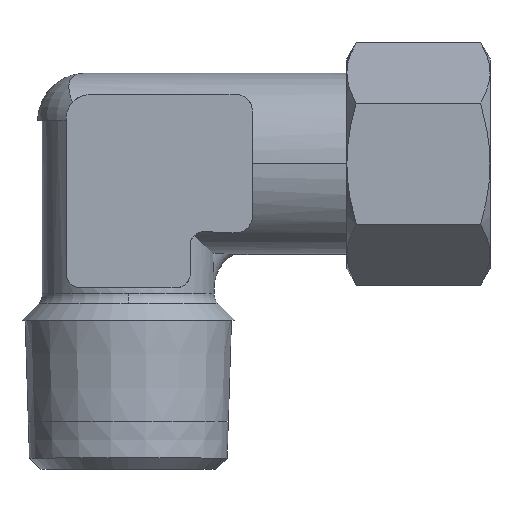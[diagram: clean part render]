
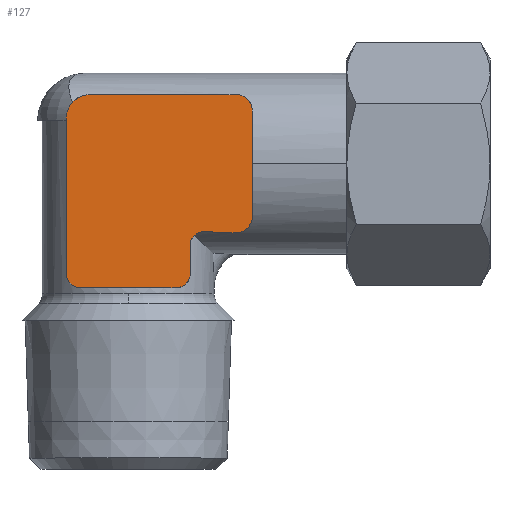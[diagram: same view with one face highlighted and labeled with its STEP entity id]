
A CAD part, top view. The second image highlights one B-rep face of the part: STEP entity #127.
In plain terms, the highlighted planar face has unit normal (0, 0, 1).
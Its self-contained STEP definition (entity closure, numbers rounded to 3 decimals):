
#127=ADVANCED_FACE('',(#308),#309,.T.);
#308=FACE_OUTER_BOUND('',#510,.T.);
#309=PLANE('',#511);
#510=EDGE_LOOP('',(#1163,#1164,#1165,#1166,#1167,#1168,#1169,#1170,#1171,#1172,#1173,#1174,#1175,#1176,#1177,#1178,#1179));
#511=AXIS2_PLACEMENT_3D('',#1180,#1181,#1182);
#1163=ORIENTED_EDGE('',*,*,#1552,.F.);
#1164=ORIENTED_EDGE('',*,*,#1567,.F.);
#1165=ORIENTED_EDGE('',*,*,#1565,.F.);
#1166=ORIENTED_EDGE('',*,*,#1563,.F.);
#1167=ORIENTED_EDGE('',*,*,#1561,.F.);
#1168=ORIENTED_EDGE('',*,*,#1559,.F.);
#1169=ORIENTED_EDGE('',*,*,#1529,.F.);
#1170=ORIENTED_EDGE('',*,*,#1540,.F.);
#1171=ORIENTED_EDGE('',*,*,#1543,.F.);
#1172=ORIENTED_EDGE('',*,*,#1378,.F.);
#1173=ORIENTED_EDGE('',*,*,#1550,.F.);
#1174=ORIENTED_EDGE('',*,*,#1545,.F.);
#1175=ORIENTED_EDGE('',*,*,#1533,.F.);
#1176=ORIENTED_EDGE('',*,*,#1385,.F.);
#1177=ORIENTED_EDGE('',*,*,#1523,.F.);
#1178=ORIENTED_EDGE('',*,*,#1390,.F.);
#1179=ORIENTED_EDGE('',*,*,#1518,.F.);
#1180=CARTESIAN_POINT('',(2.734,29.617,9.5));
#1181=DIRECTION('',(0.0,0.0,1.0));
#1182=DIRECTION('',(1.0,0.0,0.0));
#1378=EDGE_CURVE('',#1665,#1661,#1667,.T.);
#1385=EDGE_CURVE('',#1678,#1676,#1680,.T.);
#1390=EDGE_CURVE('',#1686,#1689,#1690,.T.);
#1518=EDGE_CURVE('',#1893,#1686,#1895,.T.);
#1523=EDGE_CURVE('',#1689,#1678,#1902,.T.);
#1529=EDGE_CURVE('',#1911,#1913,#1914,.T.);
#1533=EDGE_CURVE('',#1676,#1919,#1920,.T.);
#1540=EDGE_CURVE('',#1929,#1911,#1931,.T.);
#1543=EDGE_CURVE('',#1661,#1929,#1934,.T.);
#1545=EDGE_CURVE('',#1919,#1655,#1936,.T.);
#1550=EDGE_CURVE('',#1655,#1665,#1941,.T.);
#1552=EDGE_CURVE('',#1942,#1893,#1944,.T.);
#1559=EDGE_CURVE('',#1913,#1953,#1954,.T.);
#1561=EDGE_CURVE('',#1953,#1956,#1957,.T.);
#1563=EDGE_CURVE('',#1956,#1959,#1960,.T.);
#1565=EDGE_CURVE('',#1959,#1962,#1963,.T.);
#1567=EDGE_CURVE('',#1962,#1942,#1965,.T.);
#1655=VERTEX_POINT('',#2201);
#1661=VERTEX_POINT('',#2208);
#1665=VERTEX_POINT('',#2228);
#1667=CIRCLE('',#2231,1.76);
#1676=VERTEX_POINT('',#2257);
#1678=VERTEX_POINT('',#2260);
#1680=CIRCLE('',#2263,1.76);
#1686=VERTEX_POINT('',#2271);
#1689=VERTEX_POINT('',#2275);
#1690=CIRCLE('',#2276,2.467);
#1893=VERTEX_POINT('',#3234);
#1895=CIRCLE('',#3237,2.467);
#1902=LINE('',#3259,#3260);
#1911=VERTEX_POINT('',#3271);
#1913=VERTEX_POINT('',#3274);
#1914=LINE('',#3275,#3276);
#1919=VERTEX_POINT('',#3283);
#1920=CIRCLE('',#3284,1.76);
#1929=VERTEX_POINT('',#3298);
#1931=LINE('',#3301,#3302);
#1934=CIRCLE('',#3320,1.76);
#1936=LINE('',#3337,#3338);
#1941=LINE('',#3345,#3346);
#1942=VERTEX_POINT('',#3347);
#1944=LINE('',#3350,#3351);
#1953=VERTEX_POINT('',#3382);
#1954=CIRCLE('',#3383,1.47);
#1956=VERTEX_POINT('',#3386);
#1957=LINE('',#3387,#3388);
#1959=VERTEX_POINT('',#3391);
#1960=CIRCLE('',#3392,1.5);
#1962=VERTEX_POINT('',#3395);
#1963=LINE('',#3396,#3397);
#1965=CIRCLE('',#3400,1.5);
#2201=CARTESIAN_POINT('',(13.0,32.0,9.5));
#2208=CARTESIAN_POINT('',(13.003,26.511,9.5));
#2228=CARTESIAN_POINT('',(13.0,26.62,9.5));
#2231=AXIS2_PLACEMENT_3D('',#3483,#3484,#3485);
#2257=CARTESIAN_POINT('',(13.003,37.489,9.5));
#2260=CARTESIAN_POINT('',(11.5,39.23,9.5));
#2263=AXIS2_PLACEMENT_3D('',#3493,#3494,#3495);
#2271=CARTESIAN_POINT('',(-6.5,36.769,9.5));
#2275=CARTESIAN_POINT('',(-4.2,39.23,9.5));
#2276=AXIS2_PLACEMENT_3D('',#3502,#3503,#3504);
#3234=CARTESIAN_POINT('',(-6.5,36.745,9.5));
#3237=AXIS2_PLACEMENT_3D('',#3674,#3675,#3676);
#3259=CARTESIAN_POINT('',(-4.2,39.23,9.5));
#3260=VECTOR('',#3682,1.0);
#3271=CARTESIAN_POINT('',(10.443,24.77,9.5));
#3274=CARTESIAN_POINT('',(8.0,24.88,9.5));
#3275=CARTESIAN_POINT('',(8.0,24.88,9.5));
#3276=VECTOR('',#3692,1.0);
#3283=CARTESIAN_POINT('',(13.0,37.38,9.5));
#3284=AXIS2_PLACEMENT_3D('',#3698,#3699,#3700);
#3298=CARTESIAN_POINT('',(11.5,24.77,9.5));
#3301=CARTESIAN_POINT('',(10.443,24.77,9.5));
#3302=VECTOR('',#3707,1.0);
#3320=AXIS2_PLACEMENT_3D('',#3711,#3712,#3713);
#3337=CARTESIAN_POINT('',(13.0,37.38,9.5));
#3338=VECTOR('',#3714,1.0);
#3345=CARTESIAN_POINT('',(13.0,37.38,9.5));
#3346=VECTOR('',#3723,1.0);
#3347=CARTESIAN_POINT('',(-6.5,20.5,9.5));
#3350=CARTESIAN_POINT('',(-6.5,20.5,9.5));
#3351=VECTOR('',#3725,1.0);
#3382=CARTESIAN_POINT('',(6.5,23.712,9.5));
#3383=AXIS2_PLACEMENT_3D('',#3729,#3730,#3731);
#3386=CARTESIAN_POINT('',(6.5,20.5,9.5));
#3387=CARTESIAN_POINT('',(6.5,20.5,9.5));
#3388=VECTOR('',#3733,1.0);
#3391=CARTESIAN_POINT('',(5.0,19.,9.5));
#3392=AXIS2_PLACEMENT_3D('',#3735,#3736,#3737);
#3395=CARTESIAN_POINT('',(-5.0,19.,9.5));
#3396=CARTESIAN_POINT('',(-5.0,19.,9.5));
#3397=VECTOR('',#3739,1.0);
#3400=AXIS2_PLACEMENT_3D('',#3741,#3742,#3743);
#3483=CARTESIAN_POINT('',(11.244,26.511,9.5));
#3484=DIRECTION('',(0.0,0.0,-1.0));
#3485=DIRECTION('',(1.0,0.0,0.0));
#3493=CARTESIAN_POINT('',(11.244,37.489,9.5));
#3494=DIRECTION('',(0.0,0.0,-1.0));
#3495=DIRECTION('',(1.0,0.0,0.0));
#3502=CARTESIAN_POINT('',(-4.033,36.769,9.5));
#3503=DIRECTION('',(0.0,0.0,-1.0));
#3504=DIRECTION('',(1.0,0.0,0.0));
#3674=CARTESIAN_POINT('',(-4.033,36.769,9.5));
#3675=DIRECTION('',(0.0,0.0,-1.0));
#3676=DIRECTION('',(1.0,0.0,0.0));
#3682=DIRECTION('',(1.0,0.0,0.0));
#3692=DIRECTION('',(-0.999,0.045,0.0));
#3698=CARTESIAN_POINT('',(11.244,37.489,9.5));
#3699=DIRECTION('',(0.0,0.0,-1.0));
#3700=DIRECTION('',(1.0,0.0,0.0));
#3707=DIRECTION('',(-1.0,-0.0,-0.0));
#3711=CARTESIAN_POINT('',(11.244,26.511,9.5));
#3712=DIRECTION('',(0.0,0.0,-1.0));
#3713=DIRECTION('',(1.0,0.0,0.0));
#3714=DIRECTION('',(0.0,-1.0,0.0));
#3723=DIRECTION('',(0.0,-1.0,0.0));
#3725=DIRECTION('',(0.0,1.0,0.0));
#3729=CARTESIAN_POINT('',(7.939,23.411,9.5));
#3730=DIRECTION('',(0.0,0.0,1.0));
#3731=DIRECTION('',(1.0,0.0,0.0));
#3733=DIRECTION('',(-0.0,-1.0,-0.0));
#3735=CARTESIAN_POINT('',(5.0,20.5,9.5));
#3736=DIRECTION('',(0.0,0.0,-1.0));
#3737=DIRECTION('',(1.0,0.0,0.0));
#3739=DIRECTION('',(-1.0,-0.0,-0.0));
#3741=CARTESIAN_POINT('',(-5.0,20.5,9.5));
#3742=DIRECTION('',(0.0,0.0,-1.0));
#3743=DIRECTION('',(1.0,0.0,0.0));
